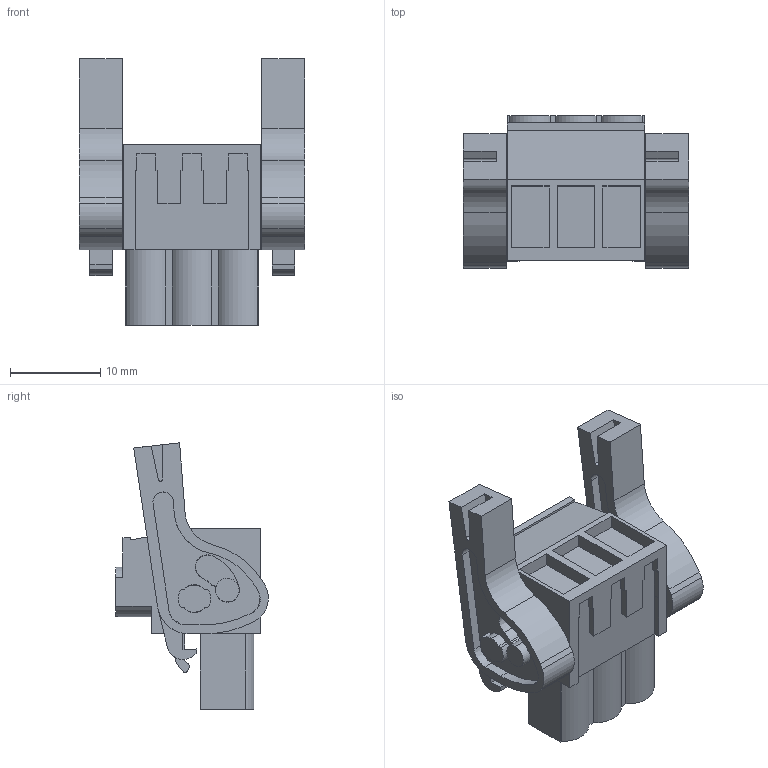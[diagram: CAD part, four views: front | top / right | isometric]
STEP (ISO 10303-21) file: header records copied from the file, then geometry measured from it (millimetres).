
FILE_DESCRIPTION(('CATIA V5 STEP','CAx-IF Rec.Pracs.--- Model Styling and Organization---1.2---2011-12-15'),'2;1');
FILE_NAME ('D1459997_0_1945070000_1945070000.stp','2017-05-23T06:51:38+00:00',('none'),('Weidmueller'),'CATIA Version 5-6 Release 2014','CATIA V5 STEP AP214','none');
FILE_SCHEMA(('AUTOMOTIVE_DESIGN { 1 0 10303 214 1 1 1 1 }'));
Length unit declared in the file: millimetre
Products named in the file (1): 1945070000
Bounding box: 24.94 x 16.91 x 29.52 mm (x, y, z)
Volume: 4038 mm3; surface area: 3901.7 mm2
Topology: 6 solids, 6 shells, 370 faces, 1005 edges, 670 vertices
Faces by surface type: plane 269, cylinder 61, extrusion 40
Entity records: 12223 total; most frequent: CARTESIAN_POINT 3238, ORIENTED_EDGE 2010, DIRECTION 1493, EDGE_CURVE 1005, VECTOR 819, LINE 779, VERTEX_POINT 670, EDGE_LOOP 401
